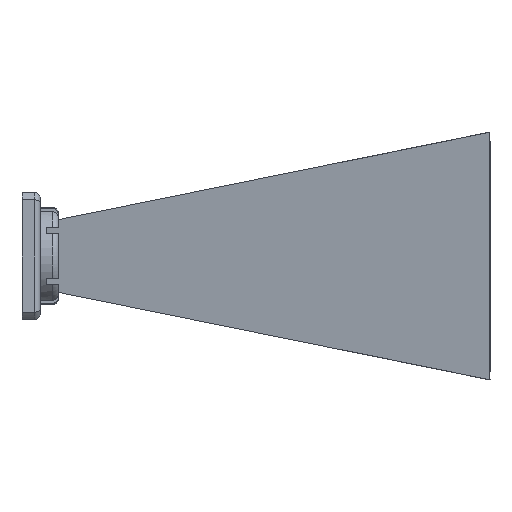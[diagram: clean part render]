
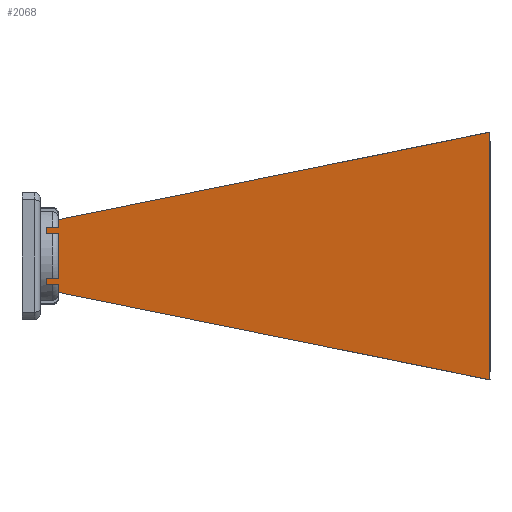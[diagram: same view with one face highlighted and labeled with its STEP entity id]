
A CAD part, front view. The second image highlights one B-rep face of the part: STEP entity #2068.
In plain terms, the highlighted planar face has unit normal (-0.157, -0.988, 0).
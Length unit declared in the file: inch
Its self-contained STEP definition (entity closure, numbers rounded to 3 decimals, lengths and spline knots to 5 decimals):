
#1 = LINE ( 'NONE', #189, #289 ) ;
#36 = FACE_OUTER_BOUND ( 'NONE', #2685, .T. ) ;
#70 = VECTOR ( 'NONE', #863, 39.37008 ) ;
#80 = DIRECTION ( 'NONE',  ( 0.988, -0.157, 0. ) ) ;
#189 = CARTESIAN_POINT ( 'NONE',  ( 0.22992, -0.19633, -0.29703 ) ) ;
#236 = LINE ( 'NONE', #545, #2215 ) ;
#251 = LINE ( 'NONE', #3049, #471 ) ;
#266 = DIRECTION ( 'NONE',  ( -0.988, 0.157, 0. ) ) ;
#269 = ORIENTED_EDGE ( 'NONE', *, *, #3056, .T. ) ;
#270 = VECTOR ( 'NONE', #1264, 39.37008 ) ;
#278 = PLANE ( 'NONE',  #2239 ) ;
#282 = EDGE_CURVE ( 'NONE', #1019, #1652, #2065, .T. ) ;
#289 = VECTOR ( 'NONE', #432, 39.37008 ) ;
#379 = CARTESIAN_POINT ( 'NONE',  ( 4.81744, -0.92654, 5.56105 ) ) ;
#432 = DIRECTION ( 'NONE',  ( 0.988, -0.157, 0. ) ) ;
#448 = DIRECTION ( 'NONE',  ( -0.988, 0.157, 0. ) ) ;
#464 = VECTOR ( 'NONE', #1658, 39.37008 ) ;
#471 = VECTOR ( 'NONE', #1088, 39.37008 ) ;
#517 = DIRECTION ( 'NONE',  ( 0., 0., 1. ) ) ;
#544 = EDGE_CURVE ( 'NONE', #2545, #3043, #2489, .T. ) ;
#545 = CARTESIAN_POINT ( 'NONE',  ( 0.22992, -0.19633, 0.23497 ) ) ;
#571 = LINE ( 'NONE', #2003, #1124 ) ;
#696 = ORIENTED_EDGE ( 'NONE', *, *, #282, .F. ) ;
#740 = CARTESIAN_POINT ( 'NONE',  ( 0.97656, -0.31518, -0.49677 ) ) ;
#769 = EDGE_CURVE ( 'NONE', #2012, #1806, #1391, .T. ) ;
#863 = DIRECTION ( 'NONE',  ( 0., 0., 1. ) ) ;
#926 = CARTESIAN_POINT ( 'NONE',  ( 0.2503, -0.19958, -0.23503 ) ) ;
#965 = VECTOR ( 'NONE', #2223, 39.37008 ) ;
#1008 = LINE ( 'NONE', #1657, #1440 ) ;
#1019 = VERTEX_POINT ( 'NONE', #2422 ) ;
#1088 = DIRECTION ( 'NONE',  ( -0.988, 0.157, 0. ) ) ;
#1099 = ORIENTED_EDGE ( 'NONE', *, *, #1848, .T. ) ;
#1124 = VECTOR ( 'NONE', #517, 39.37008 ) ;
#1156 = DIRECTION ( 'NONE',  ( 0.968, -0.154, 0.196 ) ) ;
#1157 = VECTOR ( 'NONE', #448, 39.37008 ) ;
#1264 = DIRECTION ( 'NONE',  ( 0., 0., 1. ) ) ;
#1278 = VERTEX_POINT ( 'NONE', #2259 ) ;
#1290 = EDGE_CURVE ( 'NONE', #1278, #3043, #236, .T. ) ;
#1385 = EDGE_CURVE ( 'NONE', #1019, #2017, #2365, .T. ) ;
#1391 = LINE ( 'NONE', #2179, #464 ) ;
#1440 = VECTOR ( 'NONE', #1156, 39.37008 ) ;
#1454 = CARTESIAN_POINT ( 'NONE',  ( 0.3763, -0.21963, 0.29697 ) ) ;
#1506 = DIRECTION ( 'NONE',  ( 0.157, 0.988, 0. ) ) ;
#1534 = CARTESIAN_POINT ( 'NONE',  ( 4.81744, -0.92654, 1.27547 ) ) ;
#1607 = ORIENTED_EDGE ( 'NONE', *, *, #2397, .F. ) ;
#1611 = ORIENTED_EDGE ( 'NONE', *, *, #2124, .F. ) ;
#1649 = CARTESIAN_POINT ( 'NONE',  ( 0.3763, -0.21963, -0.23503 ) ) ;
#1652 = VERTEX_POINT ( 'NONE', #2139 ) ;
#1657 = CARTESIAN_POINT ( 'NONE',  ( 0.97656, -0.31518, 0.49677 ) ) ;
#1658 = DIRECTION ( 'NONE',  ( 0., 0., -1. ) ) ;
#1704 = CARTESIAN_POINT ( 'NONE',  ( 0.22992, -0.19633, 0.29697 ) ) ;
#1744 = EDGE_CURVE ( 'NONE', #1806, #1652, #1, .T. ) ;
#1783 = ORIENTED_EDGE ( 'NONE', *, *, #3003, .F. ) ;
#1806 = VERTEX_POINT ( 'NONE', #1859 ) ;
#1834 = ORIENTED_EDGE ( 'NONE', *, *, #544, .F. ) ;
#1848 = EDGE_CURVE ( 'NONE', #2545, #2012, #251, .T. ) ;
#1859 = CARTESIAN_POINT ( 'NONE',  ( 0.2503, -0.19958, -0.29703 ) ) ;
#1861 = DIRECTION ( 'NONE',  ( 0., 0., -1. ) ) ;
#1946 = CARTESIAN_POINT ( 'NONE',  ( 4.81744, -0.92654, -1.27547 ) ) ;
#1967 = ORIENTED_EDGE ( 'NONE', *, *, #1385, .T. ) ;
#2003 = CARTESIAN_POINT ( 'NONE',  ( 0.3763, -0.21963, -0.83906 ) ) ;
#2007 = ORIENTED_EDGE ( 'NONE', *, *, #2957, .T. ) ;
#2012 = VERTEX_POINT ( 'NONE', #926 ) ;
#2017 = VERTEX_POINT ( 'NONE', #1946 ) ;
#2024 = LINE ( 'NONE', #3094, #3022 ) ;
#2065 = LINE ( 'NONE', #2340, #70 ) ;
#2068 = ADVANCED_FACE ( 'NONE', ( #36 ), #278, .F. ) ;
#2124 = EDGE_CURVE ( 'NONE', #2879, #2329, #571, .T. ) ;
#2139 = CARTESIAN_POINT ( 'NONE',  ( 0.3763, -0.21963, -0.29703 ) ) ;
#2165 = ORIENTED_EDGE ( 'NONE', *, *, #769, .T. ) ;
#2179 = CARTESIAN_POINT ( 'NONE',  ( 0.2503, -0.19958, -0.29703 ) ) ;
#2207 = VERTEX_POINT ( 'NONE', #2798 ) ;
#2215 = VECTOR ( 'NONE', #80, 39.37008 ) ;
#2223 = DIRECTION ( 'NONE',  ( 0.968, -0.154, -0.196 ) ) ;
#2239 = AXIS2_PLACEMENT_3D ( 'NONE', #2495, #1506, #266 ) ;
#2259 = CARTESIAN_POINT ( 'NONE',  ( 0.2503, -0.19958, 0.23497 ) ) ;
#2329 = VERTEX_POINT ( 'NONE', #2359 ) ;
#2340 = CARTESIAN_POINT ( 'NONE',  ( 0.3763, -0.21963, -0.83906 ) ) ;
#2359 = CARTESIAN_POINT ( 'NONE',  ( 0.3763, -0.21963, 0.37507 ) ) ;
#2365 = LINE ( 'NONE', #740, #965 ) ;
#2397 = EDGE_CURVE ( 'NONE', #2329, #3149, #1008, .T. ) ;
#2409 = LINE ( 'NONE', #1704, #1157 ) ;
#2422 = CARTESIAN_POINT ( 'NONE',  ( 0.3763, -0.21963, -0.37507 ) ) ;
#2489 = LINE ( 'NONE', #2518, #270 ) ;
#2495 = CARTESIAN_POINT ( 'NONE',  ( -0.0248, -0.15579, 5.56105 ) ) ;
#2518 = CARTESIAN_POINT ( 'NONE',  ( 0.3763, -0.21963, -0.83906 ) ) ;
#2545 = VERTEX_POINT ( 'NONE', #1649 ) ;
#2685 = EDGE_LOOP ( 'NONE', ( #696, #1967, #1783, #1607, #1611, #2007, #269, #3079, #1834, #1099, #2165, #3198 ) ) ;
#2798 = CARTESIAN_POINT ( 'NONE',  ( 0.2503, -0.19958, 0.29697 ) ) ;
#2850 = DIRECTION ( 'NONE',  ( 0., 0., -1. ) ) ;
#2879 = VERTEX_POINT ( 'NONE', #1454 ) ;
#2953 = LINE ( 'NONE', #379, #3091 ) ;
#2957 = EDGE_CURVE ( 'NONE', #2879, #2207, #2409, .T. ) ;
#3003 = EDGE_CURVE ( 'NONE', #3149, #2017, #2953, .T. ) ;
#3022 = VECTOR ( 'NONE', #1861, 39.37008 ) ;
#3043 = VERTEX_POINT ( 'NONE', #3080 ) ;
#3049 = CARTESIAN_POINT ( 'NONE',  ( 0.22992, -0.19633, -0.23503 ) ) ;
#3056 = EDGE_CURVE ( 'NONE', #2207, #1278, #2024, .T. ) ;
#3079 = ORIENTED_EDGE ( 'NONE', *, *, #1290, .T. ) ;
#3080 = CARTESIAN_POINT ( 'NONE',  ( 0.3763, -0.21963, 0.23497 ) ) ;
#3091 = VECTOR ( 'NONE', #2850, 39.37008 ) ;
#3094 = CARTESIAN_POINT ( 'NONE',  ( 0.2503, -0.19958, 0.23497 ) ) ;
#3149 = VERTEX_POINT ( 'NONE', #1534 ) ;
#3198 = ORIENTED_EDGE ( 'NONE', *, *, #1744, .T. ) ;
